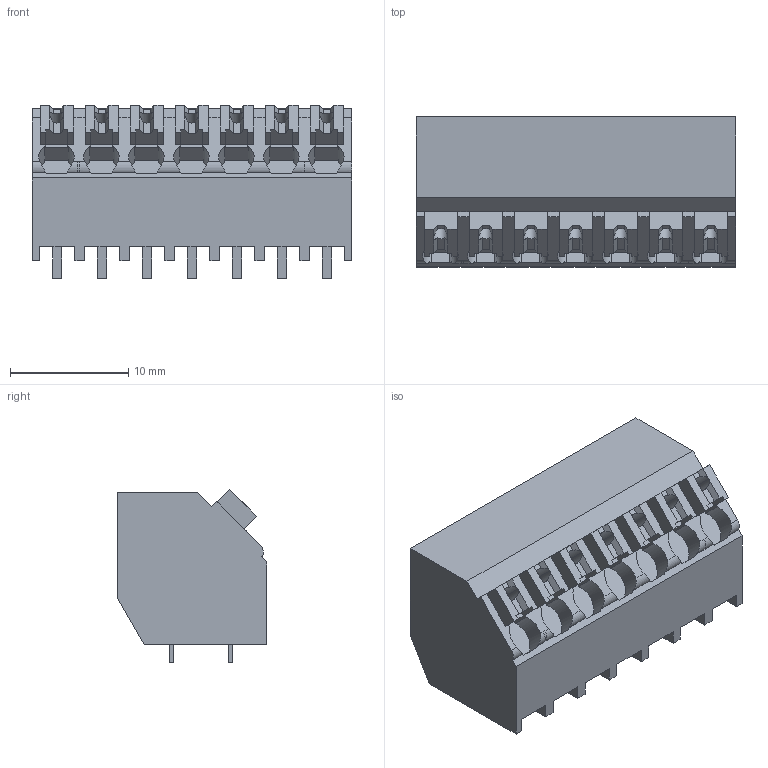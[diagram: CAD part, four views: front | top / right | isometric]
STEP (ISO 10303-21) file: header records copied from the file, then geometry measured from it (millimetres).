
FILE_DESCRIPTION(('CATIA V5 STEP Exchange','CAx-IF Rec.Pracs.--- Model Styling and Organization---1.2---2011-12-15'),'2;1');
FILE_NAME ('D1458619_0_1888500000_1888500000.stp','2018-03-20T10:43:30+00:00',('none'),('Weidmueller'),'CATIA Version 5-6 Release 2014','CATIA V5 STEP AP214','none');
FILE_SCHEMA(('AUTOMOTIVE_DESIGN { 1 0 10303 214 1 1 1 1 }'));
Length unit declared in the file: millimetre
Products named in the file (1): 1888500000
Bounding box: 27.06 x 12.7 x 14.66 mm (x, y, z)
Volume: 3100.7 mm3; surface area: 2959.5 mm2
Topology: 22 solids, 22 shells, 435 faces, 1237 edges, 846 vertices
Faces by surface type: plane 396, cylinder 39
Entity records: 13095 total; most frequent: CARTESIAN_POINT 2580, ORIENTED_EDGE 2474, DIRECTION 1641, EDGE_CURVE 1237, VECTOR 1092, LINE 1092, VERTEX_POINT 846, EDGE_LOOP 449
